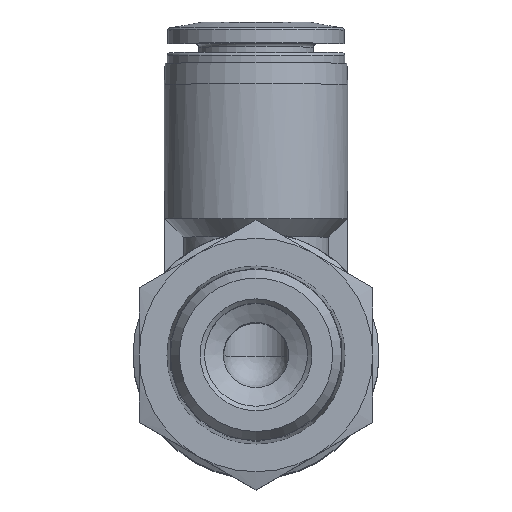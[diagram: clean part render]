
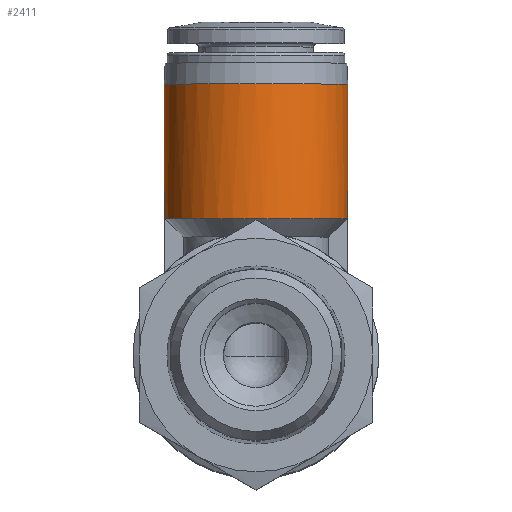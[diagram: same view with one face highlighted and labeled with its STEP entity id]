
A CAD part, top view. The second image highlights one B-rep face of the part: STEP entity #2411.
In plain terms, the highlighted cylindrical face has radius 8.75 mm (diameter 17.5 mm), a full revolution.
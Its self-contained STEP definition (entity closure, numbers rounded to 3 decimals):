
#84=LINE('',#3749,#114);
#85=LINE('',#3750,#115);
#86=LINE('',#3751,#116);
#87=LINE('',#3752,#117);
#114=VECTOR('',#3009,1000.);
#115=VECTOR('',#3010,1000.);
#116=VECTOR('',#3011,1000.);
#117=VECTOR('',#3012,1000.);
#187=B_SPLINE_CURVE_WITH_KNOTS('',3,(#3439,#3440,#3441,#3442),
 .UNSPECIFIED.,.F.,.F.,(4,4),(0.,0.002),.UNSPECIFIED.);
#191=B_SPLINE_CURVE_WITH_KNOTS('',3,(#3469,#3470,#3471,#3472),
 .UNSPECIFIED.,.F.,.F.,(4,4),(0.,0.002),.UNSPECIFIED.);
#257=CIRCLE('',#2526,8.75);
#258=CIRCLE('',#2528,8.75);
#294=CIRCLE('',#2611,8.75);
#584=ORIENTED_EDGE('',*,*,#818,.F.);
#585=ORIENTED_EDGE('',*,*,#892,.T.);
#586=ORIENTED_EDGE('',*,*,#804,.T.);
#587=ORIENTED_EDGE('',*,*,#893,.F.);
#588=ORIENTED_EDGE('',*,*,#820,.F.);
#589=ORIENTED_EDGE('',*,*,#894,.T.);
#590=ORIENTED_EDGE('',*,*,#810,.T.);
#591=ORIENTED_EDGE('',*,*,#895,.F.);
#592=ORIENTED_EDGE('',*,*,#891,.T.);
#804=EDGE_CURVE('',#995,#994,#187,.T.);
#810=EDGE_CURVE('',#1001,#1000,#191,.T.);
#818=EDGE_CURVE('',#1007,#1005,#257,.T.);
#820=EDGE_CURVE('',#1008,#1010,#258,.T.);
#891=EDGE_CURVE('',#1057,#1057,#294,.T.);
#892=EDGE_CURVE('',#1007,#995,#84,.T.);
#893=EDGE_CURVE('',#1010,#994,#85,.T.);
#894=EDGE_CURVE('',#1008,#1001,#86,.T.);
#895=EDGE_CURVE('',#1005,#1000,#87,.T.);
#994=VERTEX_POINT('',#3438);
#995=VERTEX_POINT('',#3443);
#1000=VERTEX_POINT('',#3468);
#1001=VERTEX_POINT('',#3473);
#1005=VERTEX_POINT('',#3489);
#1007=VERTEX_POINT('',#3497);
#1008=VERTEX_POINT('',#3504);
#1010=VERTEX_POINT('',#3507);
#1057=VERTEX_POINT('',#3747);
#1197=EDGE_LOOP('',(#584,#585,#586,#587,#588,#589,#590,#591));
#1198=EDGE_LOOP('',(#592));
#1388=FACE_BOUND('',#1197,.T.);
#1389=FACE_BOUND('',#1198,.T.);
#1500=CYLINDRICAL_SURFACE('',#2612,8.75);
#2411=ADVANCED_FACE('',(#1388,#1389),#1500,.T.);
#2526=AXIS2_PLACEMENT_3D('',#3498,#2825,#2826);
#2528=AXIS2_PLACEMENT_3D('',#3506,#2829,#2830);
#2611=AXIS2_PLACEMENT_3D('',#3746,#3005,#3006);
#2612=AXIS2_PLACEMENT_3D('',#3748,#3007,#3008);
#2825=DIRECTION('',(0.,-1.,0.));
#2826=DIRECTION('',(0.,0.,-1.));
#2829=DIRECTION('',(0.,-1.,0.));
#2830=DIRECTION('',(0.,0.,-1.));
#3005=DIRECTION('',(0.,-1.,0.));
#3006=DIRECTION('',(0.,0.,-1.));
#3007=DIRECTION('',(0.,-1.,0.));
#3008=DIRECTION('',(0.,0.,-1.));
#3009=DIRECTION('',(0.,-1.,0.));
#3010=DIRECTION('',(0.,-1.,0.));
#3011=DIRECTION('',(0.,-1.,0.));
#3012=DIRECTION('',(0.,-1.,0.));
#3438=CARTESIAN_POINT('',(-8.693,7.831,-16.2));
#3439=CARTESIAN_POINT('',(-8.693,7.831,-18.2));
#3440=CARTESIAN_POINT('',(-8.769,7.746,-17.533));
#3441=CARTESIAN_POINT('',(-8.769,7.746,-16.867));
#3442=CARTESIAN_POINT('',(-8.693,7.831,-16.2));
#3443=CARTESIAN_POINT('',(-8.693,7.831,-18.2));
#3468=CARTESIAN_POINT('',(8.693,7.831,-18.2));
#3469=CARTESIAN_POINT('',(8.693,7.831,-16.2));
#3470=CARTESIAN_POINT('',(8.769,7.746,-16.867));
#3471=CARTESIAN_POINT('',(8.769,7.746,-17.533));
#3472=CARTESIAN_POINT('',(8.693,7.831,-18.2));
#3473=CARTESIAN_POINT('',(8.693,7.831,-16.2));
#3489=CARTESIAN_POINT('',(8.693,13.,-18.2));
#3497=CARTESIAN_POINT('',(-8.693,13.,-18.2));
#3498=CARTESIAN_POINT('',(0.,13.,-17.2));
#3504=CARTESIAN_POINT('',(8.693,13.,-16.2));
#3506=CARTESIAN_POINT('',(0.,13.,-17.2));
#3507=CARTESIAN_POINT('',(-8.693,13.,-16.2));
#3746=CARTESIAN_POINT('',(0.,25.8,-17.2));
#3747=CARTESIAN_POINT('',(0.,25.8,-25.95));
#3748=CARTESIAN_POINT('',(0.,0.,-17.2));
#3749=CARTESIAN_POINT('',(-8.693,13.,-18.2));
#3750=CARTESIAN_POINT('',(-8.693,13.,-16.2));
#3751=CARTESIAN_POINT('',(8.693,13.,-16.2));
#3752=CARTESIAN_POINT('',(8.693,13.,-18.2));
